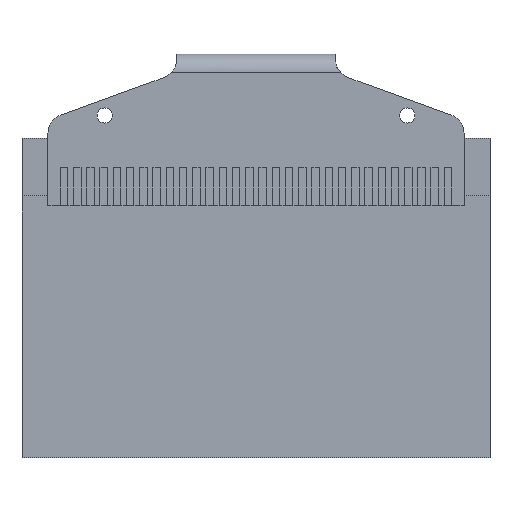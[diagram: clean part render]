
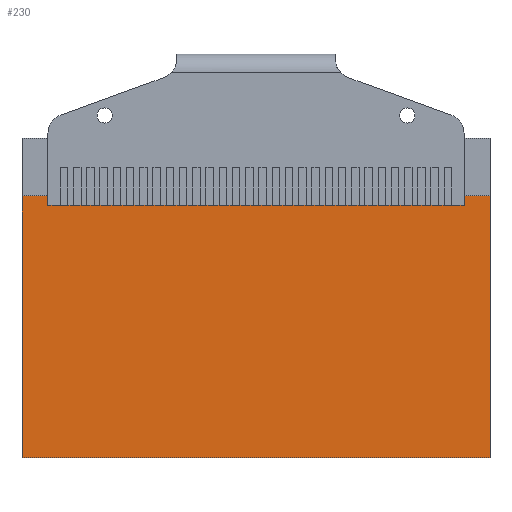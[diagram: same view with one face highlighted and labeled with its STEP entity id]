
A CAD part, front view. The second image highlights one B-rep face of the part: STEP entity #230.
In plain terms, the highlighted planar face has unit normal (0, -1, 0).
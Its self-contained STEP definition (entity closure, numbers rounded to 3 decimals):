
#88=CARTESIAN_POINT('',(12.37,4.16,5.4));
#89=VERTEX_POINT('',#88);
#90=CARTESIAN_POINT('',(12.37,4.16,-8.45));
#91=VERTEX_POINT('',#90);
#92=CARTESIAN_POINT('',(12.37,4.16,5.4));
#93=DIRECTION('',(-0.,-0.,-1.));
#94=VECTOR('',#93,13.85);
#95=LINE('',#92,#94);
#96=EDGE_CURVE('NONE',#89,#91,#95,.T.);
#128=CARTESIAN_POINT('',(-12.37,4.16,-8.45));
#129=VERTEX_POINT('',#128);
#130=CARTESIAN_POINT('',(12.37,4.16,-8.45));
#131=DIRECTION('',(-1.,-0.,-0.));
#132=VECTOR('',#131,24.74);
#133=LINE('',#130,#132);
#134=EDGE_CURVE('NONE',#91,#129,#133,.T.);
#159=CARTESIAN_POINT('',(-12.37,4.16,5.4));
#160=VERTEX_POINT('',#159);
#161=CARTESIAN_POINT('',(-12.37,4.16,-8.45));
#162=DIRECTION('',(-0.,-0.,1.));
#163=VECTOR('',#162,13.85);
#164=LINE('',#161,#163);
#165=EDGE_CURVE('NONE',#129,#160,#164,.T.);
#190=CARTESIAN_POINT('',(-12.37,4.16,5.4));
#191=DIRECTION('',(1.,-0.,-0.));
#192=VECTOR('',#191,24.74);
#193=LINE('',#190,#192);
#194=EDGE_CURVE('NONE',#160,#89,#193,.T.);
#219=CARTESIAN_POINT('',(0.,4.16,-0.));
#220=DIRECTION('',(0.,-1.,0.));
#221=DIRECTION('',(0.,0.,-1.));
#222=AXIS2_PLACEMENT_3D('',#219,#220,#221);
#223=PLANE('',#222);
#224=ORIENTED_EDGE('',*,*,#96,.F.);
#225=ORIENTED_EDGE('',*,*,#194,.F.);
#226=ORIENTED_EDGE('',*,*,#165,.F.);
#227=ORIENTED_EDGE('',*,*,#134,.F.);
#228=EDGE_LOOP('',(#224,#225,#226,#227));
#229=FACE_BOUND('',#228,.T.);
#230=ADVANCED_FACE('NONE',(#229),#223,.T.);
